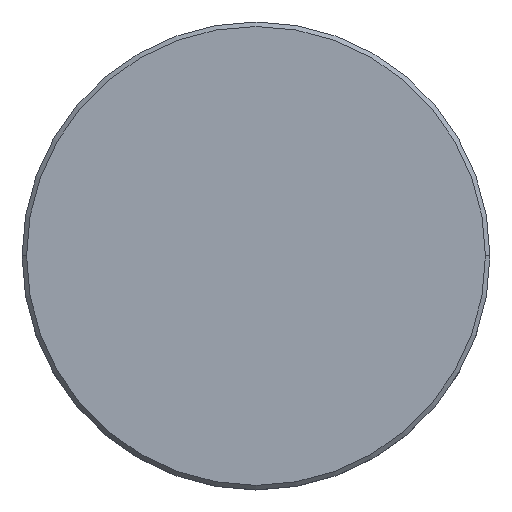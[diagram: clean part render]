
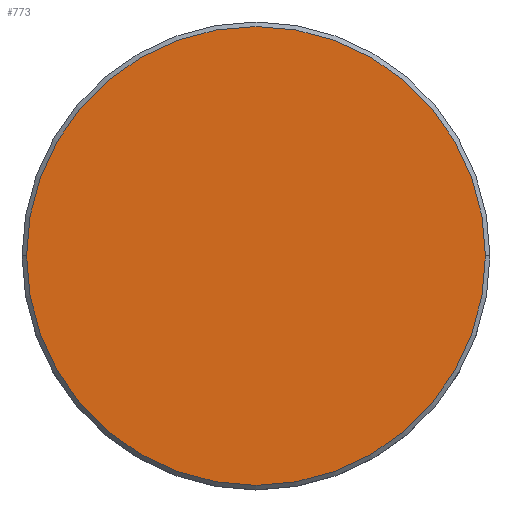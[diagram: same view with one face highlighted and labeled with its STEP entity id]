
A CAD part, top view. The second image highlights one B-rep face of the part: STEP entity #773.
In plain terms, the highlighted planar face has unit normal (0, 0, 1).
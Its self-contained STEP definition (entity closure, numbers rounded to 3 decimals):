
#62 = AXIS2_PLACEMENT_3D ( 'NONE', #803, #990, #904 ) ;
#68 = FACE_OUTER_BOUND ( 'NONE', #71, .T. ) ;
#71 = EDGE_LOOP ( 'NONE', ( #344, #226 ) ) ;
#88 = CARTESIAN_POINT ( 'NONE',  ( 0., 0., 0. ) ) ;
#133 = CIRCLE ( 'NONE', #807, 25.5 ) ;
#151 = DIRECTION ( 'NONE',  ( 1., 0., 0. ) ) ;
#223 = CARTESIAN_POINT ( 'NONE',  ( 0., 0., 0. ) ) ;
#226 = ORIENTED_EDGE ( 'NONE', *, *, #498, .T. ) ;
#245 = CARTESIAN_POINT ( 'NONE',  ( 25.5, 0., 0. ) ) ;
#309 = VERTEX_POINT ( 'NONE', #245 ) ;
#344 = ORIENTED_EDGE ( 'NONE', *, *, #473, .T. ) ;
#473 = EDGE_CURVE ( 'NONE', #614, #309, #133, .T. ) ;
#498 = EDGE_CURVE ( 'NONE', #309, #614, #1096, .T. ) ;
#528 = PLANE ( 'NONE',  #62 ) ;
#614 = VERTEX_POINT ( 'NONE', #786 ) ;
#632 = DIRECTION ( 'NONE',  ( 0., 0., 1. ) ) ;
#773 = ADVANCED_FACE ( 'NONE', ( #68 ), #528, .T. ) ;
#786 = CARTESIAN_POINT ( 'NONE',  ( -25.5, 0., 0. ) ) ;
#790 = AXIS2_PLACEMENT_3D ( 'NONE', #223, #873, #151 ) ;
#803 = CARTESIAN_POINT ( 'NONE',  ( 0., 0., 0. ) ) ;
#807 = AXIS2_PLACEMENT_3D ( 'NONE', #88, #632, #1102 ) ;
#873 = DIRECTION ( 'NONE',  ( 0., 0., 1. ) ) ;
#904 = DIRECTION ( 'NONE',  ( 1., 0., 0. ) ) ;
#990 = DIRECTION ( 'NONE',  ( 0., 0., 1. ) ) ;
#1096 = CIRCLE ( 'NONE', #790, 25.5 ) ;
#1102 = DIRECTION ( 'NONE',  ( 1., 0., 0. ) ) ;
